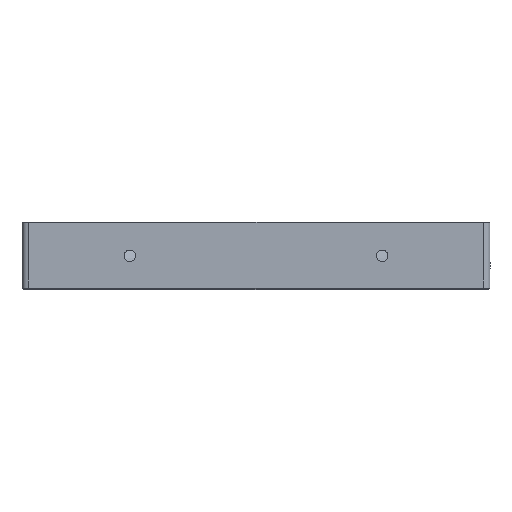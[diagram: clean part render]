
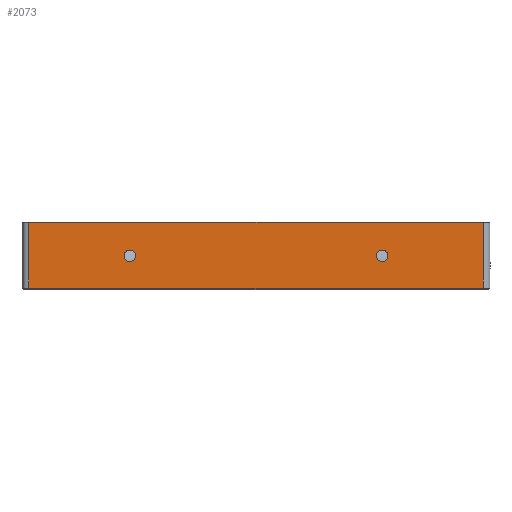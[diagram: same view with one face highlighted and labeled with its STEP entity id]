
A CAD part, top view. The second image highlights one B-rep face of the part: STEP entity #2073.
In plain terms, the highlighted planar face has unit normal (0, 0, 1).
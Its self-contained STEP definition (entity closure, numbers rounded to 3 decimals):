
#39=FACE_BOUND('',#441,.T.);
#40=FACE_BOUND('',#442,.T.);
#124=CIRCLE('',#2197,1.7);
#129=CIRCLE('',#2207,1.7);
#313=FACE_OUTER_BOUND('',#440,.T.);
#440=EDGE_LOOP('',(#1859,#1860,#1861,#1862));
#441=EDGE_LOOP('',(#1863));
#442=EDGE_LOOP('',(#1864));
#568=LINE('',#3299,#760);
#573=LINE('',#3395,#765);
#639=LINE('',#3726,#831);
#640=LINE('',#3728,#832);
#760=VECTOR('',#2633,10.);
#765=VECTOR('',#2666,10.);
#831=VECTOR('',#2912,10.);
#832=VECTOR('',#2915,10.);
#913=VERTEX_POINT('',#3174);
#938=VERTEX_POINT('',#3297);
#939=VERTEX_POINT('',#3301);
#948=VERTEX_POINT('',#3387);
#949=VERTEX_POINT('',#3391);
#951=VERTEX_POINT('',#3394);
#1178=EDGE_CURVE('',#913,#938,#568,.T.);
#1179=EDGE_CURVE('',#939,#939,#124,.T.);
#1191=EDGE_CURVE('',#948,#948,#129,.T.);
#1194=EDGE_CURVE('',#949,#951,#573,.T.);
#1307=EDGE_CURVE('',#951,#938,#639,.T.);
#1308=EDGE_CURVE('',#913,#949,#640,.T.);
#1859=ORIENTED_EDGE('',*,*,#1307,.F.);
#1860=ORIENTED_EDGE('',*,*,#1194,.F.);
#1861=ORIENTED_EDGE('',*,*,#1308,.F.);
#1862=ORIENTED_EDGE('',*,*,#1178,.T.);
#1863=ORIENTED_EDGE('',*,*,#1179,.T.);
#1864=ORIENTED_EDGE('',*,*,#1191,.T.);
#1954=PLANE('',#2300);
#2073=ADVANCED_FACE('',(#313,#39,#40),#1954,.F.);
#2197=AXIS2_PLACEMENT_3D('',#3302,#2636,#2637);
#2207=AXIS2_PLACEMENT_3D('',#3388,#2659,#2660);
#2300=AXIS2_PLACEMENT_3D('',#3727,#2913,#2914);
#2633=DIRECTION('',(0.,1.,0.));
#2636=DIRECTION('center_axis',(0.,0.,
-1.));
#2637=DIRECTION('ref_axis',(-1.,0.,0.));
#2659=DIRECTION('center_axis',(0.,0.,
-1.));
#2660=DIRECTION('ref_axis',(-1.,0.,0.));
#2666=DIRECTION('',(0.,1.,0.));
#2912=DIRECTION('',(1.,0.,0.));
#2913=DIRECTION('center_axis',(0.,0.,
-1.));
#2914=DIRECTION('ref_axis',(1.,0.,0.));
#2915=DIRECTION('',(-1.,0.,0.));
#3174=CARTESIAN_POINT('',(183.5,352.4,-58.096));
#3297=CARTESIAN_POINT('',(183.5,372.,-58.096));
#3299=CARTESIAN_POINT('',(183.5,372.,-58.096));
#3301=CARTESIAN_POINT('',(155.2,362.,-58.096));
#3302=CARTESIAN_POINT('Origin',(153.5,362.,-58.096));
#3387=CARTESIAN_POINT('',(80.2,362.,-58.096));
#3388=CARTESIAN_POINT('Origin',(78.5,362.,-58.096));
#3391=CARTESIAN_POINT('',(48.5,352.4,-58.096));
#3394=CARTESIAN_POINT('',(48.5,372.,-58.096));
#3395=CARTESIAN_POINT('',(48.5,372.,-58.096));
#3726=CARTESIAN_POINT('',(43.5,372.,-58.096));
#3727=CARTESIAN_POINT('Origin',(46.5,372.,-58.096));
#3728=CARTESIAN_POINT('',(75.75,352.4,-58.096));
